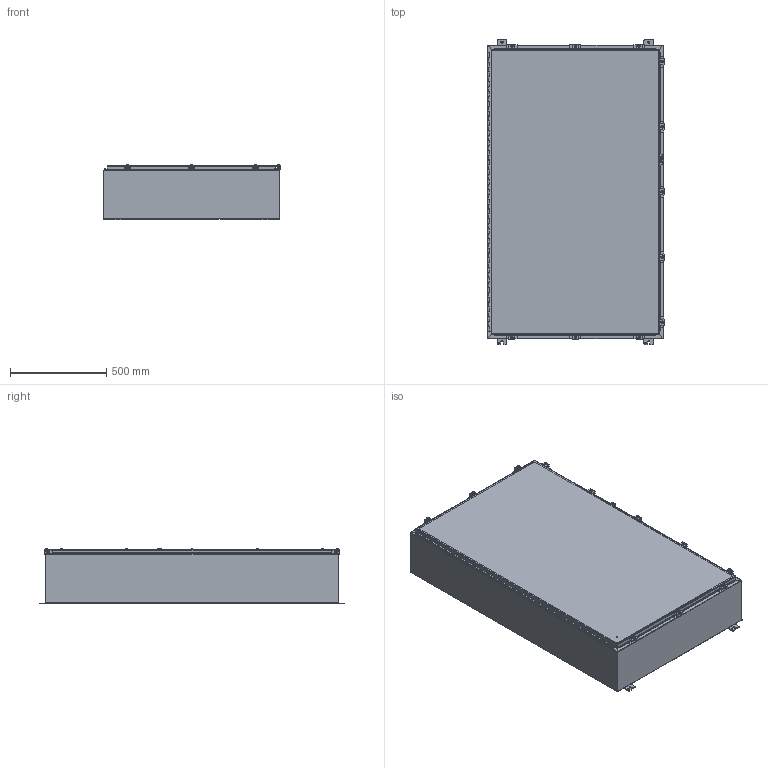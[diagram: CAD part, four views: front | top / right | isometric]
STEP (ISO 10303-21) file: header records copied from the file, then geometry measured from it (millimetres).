
FILE_DESCRIPTION(/* description */ ('ENCL,N4,CS, (60X36X10)'),/* implementation_level */ '2;1');
FILE_NAME(/* name */ 'N4603610.stp',/* time_stamp */ '2022-02-22T08:21:46-06:00',/* author */ ('dnichola'),/* organization */ (''),/* preprocessor_version */ 'ST-DEVELOPER v18.1',/* originating_system */ 'Autodesk Inventor 2020',/* authorisation */ '');
FILE_SCHEMA (('AUTOMOTIVE_DESIGN { 1 0 10303 214 3 1 1 }'));
Length unit declared in the file: inch
Products named in the file (20): N4603610; 38413; 34840; N43610TB; N4603610BLR; FOAM IN PLACE; 38846; 3293; N46036LID; 328116; 328116T; 328116L; 328116P; 30823; HFW30825; HFW30825-1; HFW30825-2;  HFW30825-3; HFW30825-4; 3889
Assembly tree (50 placements, depth 3):
  N4603610
    34840  x4
    38413
    N43610TB  x2
    N4603610BLR
    FOAM IN PLACE
    38846
    3293
    N46036LID
    328116
      328116T
      328116L
      328116P
    HFW30825  x11
      HFW30825-1
      HFW30825-2
       HFW30825-3
      HFW30825-4
    30823  x11
    3889  x8
Bounding box: 919.88 x 1587.5 x 289.82 mm (x, y, z)
Volume: 8698484.4 mm3; surface area: 9080557.4 mm2
Topology: 78 solids, 78 shells, 2305 faces, 6187 edges, 4073 vertices
Faces by surface type: plane 1262, cylinder 760, bspline 162, sphere 66, cone 32, torus 23
Full cylindrical faces by diameter (mm): 2.794 x6, 3.048 x1, 3.967 x1, 5.359 x11, 6.35 x12, 7.137 x11, 7.95 x4, 8.382 x16, 8.56 x1, 8.89 x11, 11.125 x4, 12.7 x12, 13.208 x11, 15.875 x8
Entity records: 35775 total; most frequent: CARTESIAN_POINT 8068, ORIENTED_EDGE 5554, DIRECTION 5533, EDGE_CURVE 2777, LINE 1919, VECTOR 1919, VERTEX_POINT 1814, AXIS2_PLACEMENT_3D 1807
